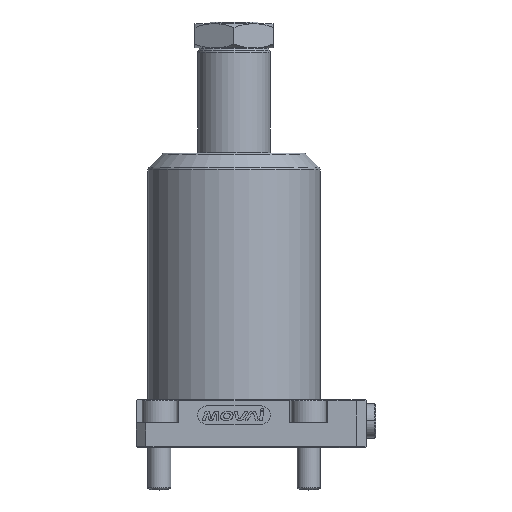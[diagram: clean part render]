
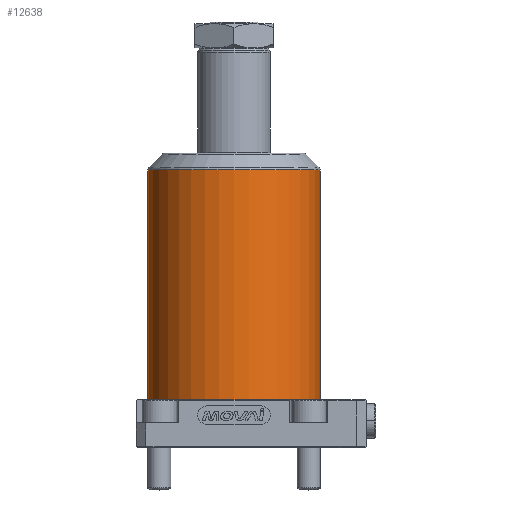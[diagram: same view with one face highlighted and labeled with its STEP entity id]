
A CAD part, top view. The second image highlights one B-rep face of the part: STEP entity #12638.
In plain terms, the highlighted cylindrical face has radius 45 mm (diameter 90 mm), a partial arc.
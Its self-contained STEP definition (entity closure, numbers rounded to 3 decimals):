
#83 = EDGE_CURVE ( 'NONE', #7760, #1504, #13227, .T. ) ;
#772 = CARTESIAN_POINT ( 'NONE',  ( -45., 145.172, 0. ) ) ;
#1504 = VERTEX_POINT ( 'NONE', #10707 ) ;
#1745 = AXIS2_PLACEMENT_3D ( 'NONE', #10164, #3803, #6483 ) ;
#2215 = AXIS2_PLACEMENT_3D ( 'NONE', #15085, #3357, #3609 ) ;
#3064 = ORIENTED_EDGE ( 'NONE', *, *, #4428, .F. ) ;
#3357 = DIRECTION ( 'NONE',  ( 0., -1., 0. ) ) ;
#3411 = EDGE_LOOP ( 'NONE', ( #12577, #6566, #3064, #13361 ) ) ;
#3609 = DIRECTION ( 'NONE',  ( 1., 0., 0. ) ) ;
#3803 = DIRECTION ( 'NONE',  ( 0., -1., 0. ) ) ;
#4006 = CARTESIAN_POINT ( 'NONE',  ( 45., 145.172, 0. ) ) ;
#4241 = EDGE_CURVE ( 'NONE', #14174, #15144, #14890, .T. ) ;
#4428 = EDGE_CURVE ( 'NONE', #1504, #15144, #14882, .T. ) ;
#4860 = VECTOR ( 'NONE', #15734, 1000. ) ;
#5121 = DIRECTION ( 'NONE',  ( 1., 0., 0. ) ) ;
#5943 = FACE_OUTER_BOUND ( 'NONE', #3411, .T. ) ;
#6483 = DIRECTION ( 'NONE',  ( 1., 0., 0. ) ) ;
#6566 = ORIENTED_EDGE ( 'NONE', *, *, #4241, .T. ) ;
#6719 = CARTESIAN_POINT ( 'NONE',  ( -45., 25., 0. ) ) ;
#7377 = VECTOR ( 'NONE', #9918, 1000. ) ;
#7684 = EDGE_CURVE ( 'NONE', #7760, #14174, #9578, .T. ) ;
#7760 = VERTEX_POINT ( 'NONE', #4006 ) ;
#8256 = AXIS2_PLACEMENT_3D ( 'NONE', #11220, #13760, #5121 ) ;
#9578 = CIRCLE ( 'NONE', #8256, 45. ) ;
#9918 = DIRECTION ( 'NONE',  ( 0., -1., 0. ) ) ;
#9954 = CYLINDRICAL_SURFACE ( 'NONE', #2215, 45. ) ;
#10164 = CARTESIAN_POINT ( 'NONE',  ( 0., 25., 0. ) ) ;
#10707 = CARTESIAN_POINT ( 'NONE',  ( 45., 25., 0. ) ) ;
#11220 = CARTESIAN_POINT ( 'NONE',  ( 0., 145.172, 0. ) ) ;
#12577 = ORIENTED_EDGE ( 'NONE', *, *, #7684, .T. ) ;
#12638 = ADVANCED_FACE ( 'NONE', ( #5943 ), #9954, .T. ) ;
#13227 = LINE ( 'NONE', #15986, #4860 ) ;
#13361 = ORIENTED_EDGE ( 'NONE', *, *, #83, .F. ) ;
#13760 = DIRECTION ( 'NONE',  ( 0., -1., 0. ) ) ;
#14174 = VERTEX_POINT ( 'NONE', #772 ) ;
#14882 = CIRCLE ( 'NONE', #1745, 45. ) ;
#14890 = LINE ( 'NONE', #16289, #7377 ) ;
#15085 = CARTESIAN_POINT ( 'NONE',  ( 0., 0., 0. ) ) ;
#15144 = VERTEX_POINT ( 'NONE', #6719 ) ;
#15734 = DIRECTION ( 'NONE',  ( 0., -1., 0. ) ) ;
#15986 = CARTESIAN_POINT ( 'NONE',  ( 45., 0., 0. ) ) ;
#16289 = CARTESIAN_POINT ( 'NONE',  ( -45., 0., 0. ) ) ;
